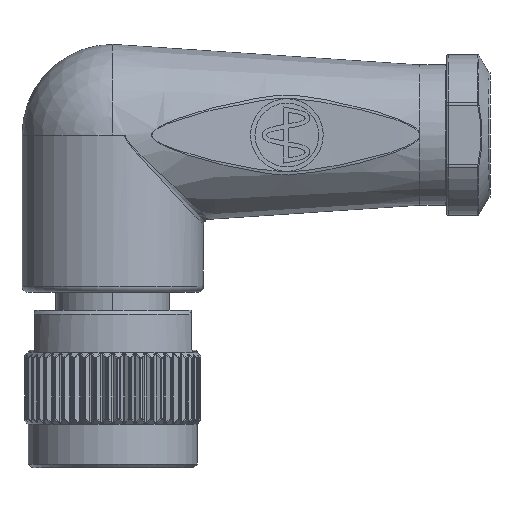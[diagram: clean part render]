
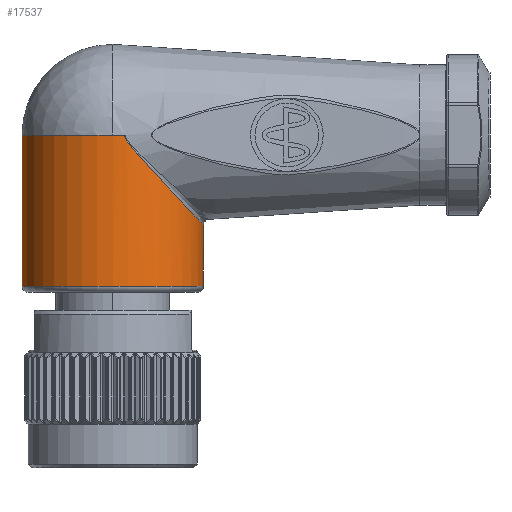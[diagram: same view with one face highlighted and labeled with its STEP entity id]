
A CAD part, left-side view. The second image highlights one B-rep face of the part: STEP entity #17537.
In plain terms, the highlighted cylindrical face has radius 7.5 mm (diameter 15 mm), a partial arc.
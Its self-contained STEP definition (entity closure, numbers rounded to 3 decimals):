
#370 = VERTEX_POINT ( 'NONE', #17089 ) ;
#2399 = CARTESIAN_POINT ( 'NONE',  ( 0., 0., 5.45 ) ) ;
#3284 = CARTESIAN_POINT ( 'NONE',  ( -1.131, -7.42, 10.57 ) ) ;
#3442 = CARTESIAN_POINT ( 'NONE',  ( -7.435, -0.984, 17.95 ) ) ;
#3463 = CARTESIAN_POINT ( 'NONE',  ( -0.285, -7.5, 10.484 ) ) ;
#3629 = EDGE_CURVE ( 'NONE', #370, #35544, #47519, .T. ) ;
#3665 = CARTESIAN_POINT ( 'NONE',  ( -5.801, -4.774, 13.41 ) ) ;
#4064 = CARTESIAN_POINT ( 'NONE',  ( -7.406, -1.184, 17.424 ) ) ;
#4281 = CYLINDRICAL_SURFACE ( 'NONE', #17937, 7.5 ) ;
#4640 = EDGE_CURVE ( 'NONE', #8183, #15384, #41830, .T. ) ;
#7163 = EDGE_CURVE ( 'NONE', #370, #30961, #14470, .T. ) ;
#7215 = DIRECTION ( 'NONE',  ( 0., 0., -1. ) ) ;
#7606 = CARTESIAN_POINT ( 'NONE',  ( -7.16, -2.265, 16.13 ) ) ;
#7944 = ORIENTED_EDGE ( 'NONE', *, *, #7163, .T. ) ;
#8173 = CARTESIAN_POINT ( 'NONE',  ( -2.957, -6.897, 11.131 ) ) ;
#8183 = VERTEX_POINT ( 'NONE', #44183 ) ;
#9999 = ORIENTED_EDGE ( 'NONE', *, *, #55584, .T. ) ;
#10365 = FACE_OUTER_BOUND ( 'NONE', #37219, .T. ) ;
#10738 = ORIENTED_EDGE ( 'NONE', *, *, #3629, .F. ) ;
#10761 = ORIENTED_EDGE ( 'NONE', *, *, #4640, .F. ) ;
#10892 = DIRECTION ( 'NONE',  ( 0., 0., 1. ) ) ;
#12144 = CARTESIAN_POINT ( 'NONE',  ( -1.405, -7.372, 10.621 ) ) ;
#14404 = ORIENTED_EDGE ( 'NONE', *, *, #52830, .T. ) ;
#14470 = LINE ( 'NONE', #35046, #46763 ) ;
#15367 = AXIS2_PLACEMENT_3D ( 'NONE', #2399, #10892, #36836 ) ;
#15384 = VERTEX_POINT ( 'NONE', #44668 ) ;
#16857 = CARTESIAN_POINT ( 'NONE',  ( 0., -7.5, 10.484 ) ) ;
#17052 = CARTESIAN_POINT ( 'NONE',  ( -4.278, -6.165, 11.916 ) ) ;
#17089 = CARTESIAN_POINT ( 'NONE',  ( 0., 7.5, 17.95 ) ) ;
#17537 = ADVANCED_FACE ( 'NONE', ( #10365 ), #4281, .T. ) ;
#17668 = DIRECTION ( 'NONE',  ( 0., 0., 1. ) ) ;
#17937 = AXIS2_PLACEMENT_3D ( 'NONE', #39968, #47902, #35631 ) ;
#20815 = CARTESIAN_POINT ( 'NONE',  ( -7.393, -1.268, 17.309 ) ) ;
#21165 = CARTESIAN_POINT ( 'NONE',  ( -5.192, -5.431, 12.704 ) ) ;
#22511 = CARTESIAN_POINT ( 'NONE',  ( 0., 7.5, 5.45 ) ) ;
#24204 = AXIS2_PLACEMENT_3D ( 'NONE', #42094, #46447, #43038 ) ;
#25114 = CARTESIAN_POINT ( 'NONE',  ( -4.852, -5.739, 12.373 ) ) ;
#25306 = CARTESIAN_POINT ( 'NONE',  ( -2.715, -6.996, 11.024 ) ) ;
#25489 = CARTESIAN_POINT ( 'NONE',  ( -3.423, -6.678, 11.365 ) ) ;
#28752 = VERTEX_POINT ( 'NONE', #3442 ) ;
#29081 = CARTESIAN_POINT ( 'NONE',  ( -1.945, -7.249, 10.754 ) ) ;
#29271 = CARTESIAN_POINT ( 'NONE',  ( -6.064, -4.433, 13.777 ) ) ;
#29481 = CARTESIAN_POINT ( 'NONE',  ( -7.427, -1.043, 17.669 ) ) ;
#29840 = CARTESIAN_POINT ( 'NONE',  ( -7.031, -2.64, 15.719 ) ) ;
#30189 = ORIENTED_EDGE ( 'NONE', *, *, #31172, .F. ) ;
#30961 = VERTEX_POINT ( 'NONE', #22511 ) ;
#31172 = EDGE_CURVE ( 'NONE', #35544, #28752, #54076, .T. ) ;
#33011 = CARTESIAN_POINT ( 'NONE',  ( 0., -7.5, 39.163 ) ) ;
#33604 = CARTESIAN_POINT ( 'NONE',  ( -6.518, -3.733, 14.532 ) ) ;
#34155 = CARTESIAN_POINT ( 'NONE',  ( -7.435, -0.984, 17.95 ) ) ;
#35046 = CARTESIAN_POINT ( 'NONE',  ( 0., 7.5, 39.163 ) ) ;
#35544 = VERTEX_POINT ( 'NONE', #45875 ) ;
#35631 = DIRECTION ( 'NONE',  ( 0., -1., 0. ) ) ;
#36836 = DIRECTION ( 'NONE',  ( 0., 1., 0. ) ) ;
#37219 = EDGE_LOOP ( 'NONE', ( #10738, #7944, #9999, #10761, #14404, #30189 ) ) ;
#39968 = CARTESIAN_POINT ( 'NONE',  ( 0., 0., 39.163 ) ) ;
#41830 = LINE ( 'NONE', #33011, #43173 ) ;
#42055 = CARTESIAN_POINT ( 'NONE',  ( -3.648, -6.558, 11.494 ) ) ;
#42094 = CARTESIAN_POINT ( 'NONE',  ( 0., 0., 17.95 ) ) ;
#42703 = DIRECTION ( 'NONE',  ( 0., 1., 0. ) ) ;
#42820 = CARTESIAN_POINT ( 'NONE',  ( -2.21, -7.172, 10.836 ) ) ;
#43038 = DIRECTION ( 'NONE',  ( 0., 1., 0. ) ) ;
#43173 = VECTOR ( 'NONE', #7215, 1000. ) ;
#43416 = CARTESIAN_POINT ( 'NONE',  ( 0., 0., 17.95 ) ) ;
#43731 = DIRECTION ( 'NONE',  ( 0., 0., -1. ) ) ;
#44183 = CARTESIAN_POINT ( 'NONE',  ( 0., -7.5, 10.484 ) ) ;
#44668 = CARTESIAN_POINT ( 'NONE',  ( 0., -7.5, 5.45 ) ) ;
#45875 = CARTESIAN_POINT ( 'NONE',  ( -7.5, 0., 17.95 ) ) ;
#46447 = DIRECTION ( 'NONE',  ( 0., 0., 1. ) ) ;
#46457 = AXIS2_PLACEMENT_3D ( 'NONE', #43416, #17668, #42703 ) ;
#46597 = CARTESIAN_POINT ( 'NONE',  ( -7.345, -1.527, 16.973 ) ) ;
#46763 = VECTOR ( 'NONE', #43731, 1000. ) ;
#46967 = CARTESIAN_POINT ( 'NONE',  ( -0.572, -7.483, 10.502 ) ) ;
#47146 = CARTESIAN_POINT ( 'NONE',  ( -6.71, -3.374, 14.92 ) ) ;
#47519 = CIRCLE ( 'NONE', #24204, 7.5 ) ;
#47902 = DIRECTION ( 'NONE',  ( 0., 0., -1. ) ) ;
#50545 = CARTESIAN_POINT ( 'NONE',  ( -7.305, -1.711, 16.76 ) ) ;
#51341 = B_SPLINE_CURVE_WITH_KNOTS ( 'NONE', 3,
 ( #16857, #3463, #46967, #3284, #12144, #29081, #42820, #25306, #8173, #25489, #42055, #55326, #17052, #25114, #21165, #3665, #29271, #33604, #47146, #29840, #7606, #50545, #46597, #20815, #4064, #29481, #55141, #34155 ),
 .UNSPECIFIED., .F., .F.,
 ( 4, 2, 2, 2, 2, 2, 2, 2, 2, 2, 2, 2, 2, 4 ),
 ( 0.014, 0.015, 0.016, 0.016, 0.017, 0.018, 0.019, 0.021, 0.023, 0.024, 0.026, 0.027, 0.027, 0.028 ),
 .UNSPECIFIED. ) ;
#51485 = CIRCLE ( 'NONE', #15367, 7.5 ) ;
#52830 = EDGE_CURVE ( 'NONE', #8183, #28752, #51341, .T. ) ;
#54076 = CIRCLE ( 'NONE', #46457, 7.5 ) ;
#55141 = CARTESIAN_POINT ( 'NONE',  ( -7.435, -0.984, 17.805 ) ) ;
#55326 = CARTESIAN_POINT ( 'NONE',  ( -4.076, -6.3, 11.77 ) ) ;
#55584 = EDGE_CURVE ( 'NONE', #30961, #15384, #51485, .T. ) ;
